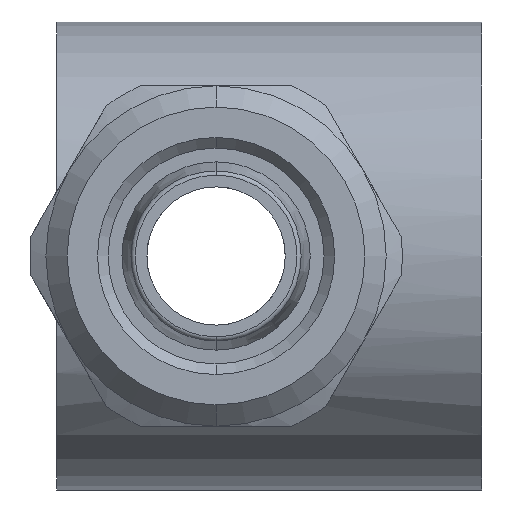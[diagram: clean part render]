
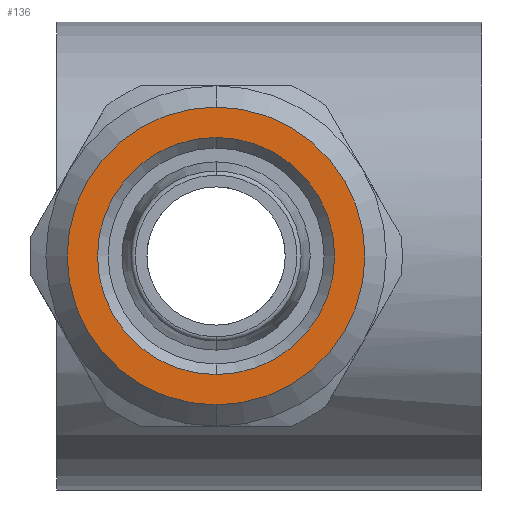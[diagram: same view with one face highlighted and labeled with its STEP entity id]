
A CAD part, left-side view. The second image highlights one B-rep face of the part: STEP entity #136.
In plain terms, the highlighted planar face has unit normal (-1, 0, 0).
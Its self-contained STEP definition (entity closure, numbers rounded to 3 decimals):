
#90 = EDGE_CURVE ( 'NONE', #1974, #1964, #2476, .T. ) ;
#136 = ADVANCED_FACE ( 'NONE', ( #1205, #1206 ), #2943, .T. ) ;
#204 = EDGE_CURVE ( 'NONE', #1947, #1931, #2579, .T. ) ;
#300 = EDGE_CURVE ( 'NONE', #1964, #1974, #2684, .T. ) ;
#304 = EDGE_CURVE ( 'NONE', #1931, #1947, #2458, .T. ) ;
#391 = EDGE_LOOP ( 'NONE', ( #1730, #1729 ) ) ;
#1017 = CARTESIAN_POINT ( 'NONE',  ( -27.552, 0., 0. ) ) ;
#1018 = DIRECTION ( 'NONE',  ( 1., 0., 0. ) ) ;
#1019 = DIRECTION ( 'NONE',  ( 0., 0., -1. ) ) ;
#1205 = FACE_BOUND ( 'NONE', #2043, .T. ) ;
#1206 = FACE_OUTER_BOUND ( 'NONE', #391, .T. ) ;
#1727 = ORIENTED_EDGE ( 'NONE', *, *, #90, .T. ) ;
#1728 = ORIENTED_EDGE ( 'NONE', *, *, #300, .T. ) ;
#1729 = ORIENTED_EDGE ( 'NONE', *, *, #304, .F. ) ;
#1730 = ORIENTED_EDGE ( 'NONE', *, *, #204, .F. ) ;
#1931 = VERTEX_POINT ( 'NONE', #4020 ) ;
#1947 = VERTEX_POINT ( 'NONE', #4036 ) ;
#1964 = VERTEX_POINT ( 'NONE', #4053 ) ;
#1974 = VERTEX_POINT ( 'NONE', #4063 ) ;
#2043 = EDGE_LOOP ( 'NONE', ( #1727, #1728 ) ) ;
#2153 = CARTESIAN_POINT ( 'NONE',  ( -27.552, 0., 0. ) ) ;
#2154 = DIRECTION ( 'NONE',  ( 1., 0., 0. ) ) ;
#2155 = DIRECTION ( 'NONE',  ( 0., 0., -1. ) ) ;
#2406 = AXIS2_PLACEMENT_3D ( 'NONE', #1017, #1018, #1019 ) ;
#2417 = AXIS2_PLACEMENT_3D ( 'NONE', #3606, #3607, #3608 ) ;
#2458 = CIRCLE ( 'NONE', #2417, 7. ) ;
#2476 = CIRCLE ( 'NONE', #2621, 5.575 ) ;
#2579 = CIRCLE ( 'NONE', #2727, 7. ) ;
#2621 = AXIS2_PLACEMENT_3D ( 'NONE', #3293, #3294, #3295 ) ;
#2684 = CIRCLE ( 'NONE', #2406, 5.575 ) ;
#2692 = AXIS2_PLACEMENT_3D ( 'NONE', #2944, #2945, #2946 ) ;
#2727 = AXIS2_PLACEMENT_3D ( 'NONE', #2153, #2154, #2155 ) ;
#2943 = PLANE ( 'NONE',  #2692 ) ;
#2944 = CARTESIAN_POINT ( 'NONE',  ( -27.552, 7., 0. ) ) ;
#2945 = DIRECTION ( 'NONE',  ( -1., 0., 0. ) ) ;
#2946 = DIRECTION ( 'NONE',  ( 0., 0., 1. ) ) ;
#3293 = CARTESIAN_POINT ( 'NONE',  ( -27.552, 0., 0. ) ) ;
#3294 = DIRECTION ( 'NONE',  ( 1., 0., 0. ) ) ;
#3295 = DIRECTION ( 'NONE',  ( 0., 0., -1. ) ) ;
#3606 = CARTESIAN_POINT ( 'NONE',  ( -27.552, 0., 0. ) ) ;
#3607 = DIRECTION ( 'NONE',  ( 1., 0., 0. ) ) ;
#3608 = DIRECTION ( 'NONE',  ( 0., 0., -1. ) ) ;
#4020 = CARTESIAN_POINT ( 'NONE',  ( -27.552, 0., 7. ) ) ;
#4036 = CARTESIAN_POINT ( 'NONE',  ( -27.552, 0., -7. ) ) ;
#4053 = CARTESIAN_POINT ( 'NONE',  ( -27.552, 0., -5.575 ) ) ;
#4063 = CARTESIAN_POINT ( 'NONE',  ( -27.552, 0., 5.575 ) ) ;
